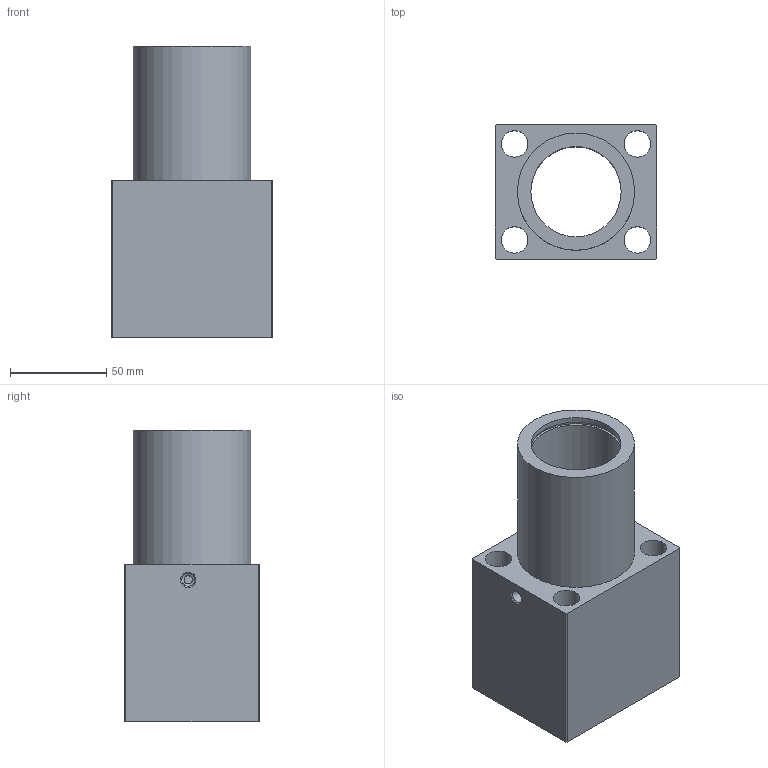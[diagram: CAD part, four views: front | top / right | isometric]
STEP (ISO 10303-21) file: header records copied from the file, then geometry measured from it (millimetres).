
FILE_DESCRIPTION( ( 'STEP AP214' ), '1' );
FILE_NAME( 'FTAG-30_2_14a.stp', ' ', ( ' ' ), ( ' ' ), 'PSStep 15.0.47', 'PARTsolutions', ' ' );
FILE_SCHEMA( ( 'AUTOMOTIVE_DESIGN { 1 0 10303 214 1 1 1 1 }' ) );
Length unit declared in the file: millimetre
Products named in the file (1): HI_FTAG-30
Bounding box: 84 x 70 x 152 mm (x, y, z)
Volume: 372395.3 mm3; surface area: 83320.4 mm2
Topology: 1 solids, 1 shells, 33 faces, 75 edges, 48 vertices
Faces by surface type: plane 15, cylinder 12, cone 6
Full cylindrical faces by diameter (mm): 4.3 x1, 6.647 x1, 13.835 x4, 47 x3, 49.5 x2, 61 x1
Entity records: 1164 total; most frequent: CARTESIAN_POINT 187, DIRECTION 148, ORIENTED_EDGE 106, EDGE_LOOP 68, AXIS2_PLACEMENT_3D 62, EDGE_CURVE 53, FACE_OUTER_BOUND 45, VERTEX_POINT 45
